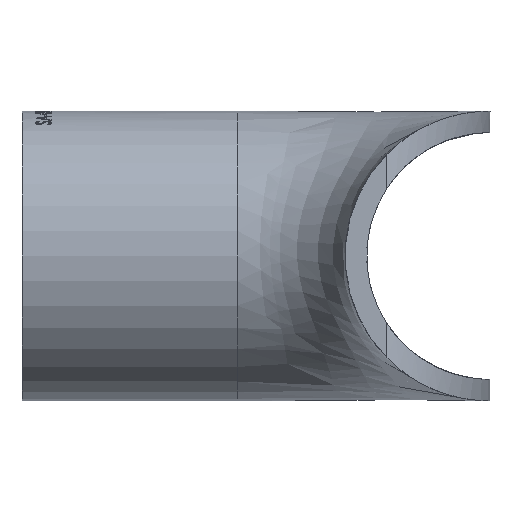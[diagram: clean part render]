
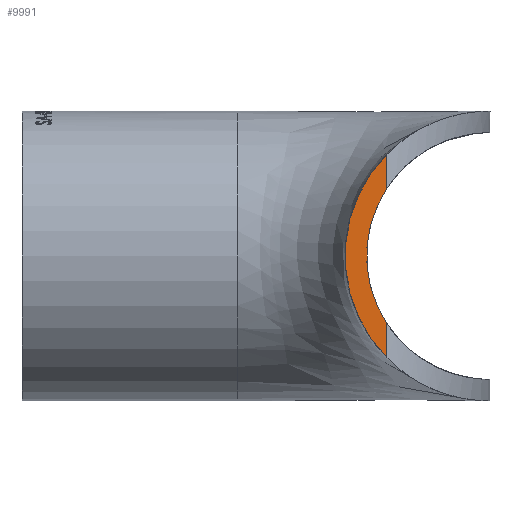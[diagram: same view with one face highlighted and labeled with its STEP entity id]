
A CAD part, left-side view. The second image highlights one B-rep face of the part: STEP entity #9991.
In plain terms, the highlighted planar face has unit normal (-1, 0, 0).
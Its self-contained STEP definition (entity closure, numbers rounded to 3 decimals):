
#737 = CARTESIAN_POINT ( 'NONE',  ( -22.5, 9.568, -6.289 ) ) ;
#1528 = CARTESIAN_POINT ( 'NONE',  ( -22.5, 9.568, -9.453 ) ) ;
#3158 = EDGE_CURVE ( 'NONE', #8099, #13692, #11729, .T. ) ;
#3237 = DIRECTION ( 'NONE',  ( 0., 0., 1. ) ) ;
#4289 = CIRCLE ( 'NONE', #15091, 13.45 ) ;
#5419 = DIRECTION ( 'NONE',  ( 1., 0., 0. ) ) ;
#5478 = CARTESIAN_POINT ( 'NONE',  ( -22.5, 0., 0. ) ) ;
#5745 = EDGE_CURVE ( 'NONE', #15276, #14848, #12876, .T. ) ;
#5812 = CARTESIAN_POINT ( 'NONE',  ( -22.5, 0., 0. ) ) ;
#6596 = CARTESIAN_POINT ( 'NONE',  ( -22.5, 9.568, 13.77 ) ) ;
#7544 = PLANE ( 'NONE',  #15962 ) ;
#8099 = VERTEX_POINT ( 'NONE', #9841 ) ;
#9226 = VECTOR ( 'NONE', #11963, 1000. ) ;
#9383 = ORIENTED_EDGE ( 'NONE', *, *, #3158, .T. ) ;
#9766 = ORIENTED_EDGE ( 'NONE', *, *, #13867, .F. ) ;
#9841 = CARTESIAN_POINT ( 'NONE',  ( -22.5, 9.568, 6.289 ) ) ;
#9991 = ADVANCED_FACE ( 'NONE', ( #11996 ), #7544, .F. ) ;
#11729 = LINE ( 'NONE', #6596, #9226 ) ;
#11963 = DIRECTION ( 'NONE',  ( 0., 0., 1. ) ) ;
#11996 = FACE_OUTER_BOUND ( 'NONE', #16388, .T. ) ;
#12370 = AXIS2_PLACEMENT_3D ( 'NONE', #5812, #12498, #16396 ) ;
#12498 = DIRECTION ( 'NONE',  ( 1., 0., 0. ) ) ;
#12731 = CIRCLE ( 'NONE', #12370, 11.45 ) ;
#12839 = DIRECTION ( 'NONE',  ( 1., 0., 0. ) ) ;
#12876 = LINE ( 'NONE', #15154, #14690 ) ;
#12958 = CARTESIAN_POINT ( 'NONE',  ( -22.5, 0., 0. ) ) ;
#13692 = VERTEX_POINT ( 'NONE', #15281 ) ;
#13867 = EDGE_CURVE ( 'NONE', #15276, #13692, #4289, .T. ) ;
#14624 = DIRECTION ( 'NONE',  ( 0., 0., -1. ) ) ;
#14690 = VECTOR ( 'NONE', #3237, 1000. ) ;
#14767 = EDGE_CURVE ( 'NONE', #14848, #8099, #12731, .T. ) ;
#14848 = VERTEX_POINT ( 'NONE', #737 ) ;
#15091 = AXIS2_PLACEMENT_3D ( 'NONE', #5478, #5419, #14624 ) ;
#15154 = CARTESIAN_POINT ( 'NONE',  ( -22.5, 9.568, 13.77 ) ) ;
#15276 = VERTEX_POINT ( 'NONE', #1528 ) ;
#15281 = CARTESIAN_POINT ( 'NONE',  ( -22.5, 9.568, 9.453 ) ) ;
#15327 = ORIENTED_EDGE ( 'NONE', *, *, #5745, .T. ) ;
#15526 = DIRECTION ( 'NONE',  ( 0., 0., -1. ) ) ;
#15962 = AXIS2_PLACEMENT_3D ( 'NONE', #12958, #12839, #15526 ) ;
#16388 = EDGE_LOOP ( 'NONE', ( #15327, #16816, #9383, #9766 ) ) ;
#16396 = DIRECTION ( 'NONE',  ( 0., 0., -1. ) ) ;
#16816 = ORIENTED_EDGE ( 'NONE', *, *, #14767, .T. ) ;
